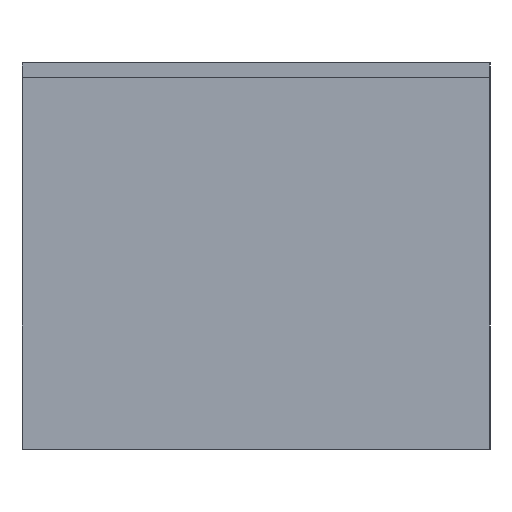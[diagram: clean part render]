
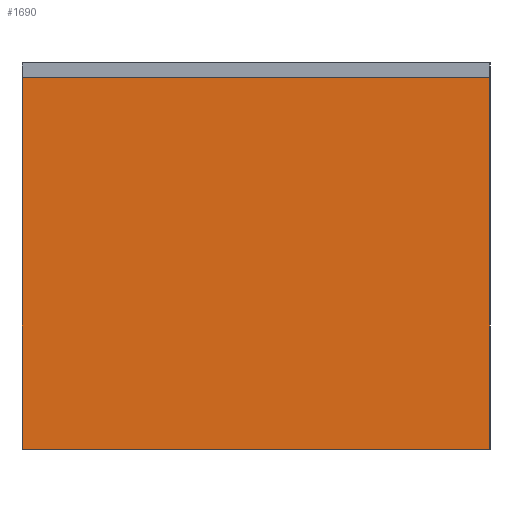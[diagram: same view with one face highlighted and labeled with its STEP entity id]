
A CAD part, left-side view. The second image highlights one B-rep face of the part: STEP entity #1690.
In plain terms, the highlighted planar face has unit normal (-1, 0, 0).
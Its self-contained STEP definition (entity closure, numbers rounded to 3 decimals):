
#128=PLANE('',#1874);
#213=FACE_OUTER_BOUND('',#327,.T.);
#327=EDGE_LOOP('',(#1416,#1417,#1418,#1419));
#592=LINE('',#2799,#729);
#593=LINE('',#2802,#730);
#594=LINE('',#2804,#731);
#595=LINE('',#2805,#732);
#729=VECTOR('',#2302,10.);
#730=VECTOR('',#2305,10.);
#731=VECTOR('',#2306,10.);
#732=VECTOR('',#2307,10.);
#867=VERTEX_POINT('',#2795);
#868=VERTEX_POINT('',#2797);
#869=VERTEX_POINT('',#2801);
#870=VERTEX_POINT('',#2803);
#1069=EDGE_CURVE('',#867,#868,#592,.T.);
#1070=EDGE_CURVE('',#869,#867,#593,.T.);
#1071=EDGE_CURVE('',#870,#868,#594,.T.);
#1072=EDGE_CURVE('',#869,#870,#595,.T.);
#1416=ORIENTED_EDGE('',*,*,#1070,.T.);
#1417=ORIENTED_EDGE('',*,*,#1069,.T.);
#1418=ORIENTED_EDGE('',*,*,#1071,.F.);
#1419=ORIENTED_EDGE('',*,*,#1072,.F.);
#1690=ADVANCED_FACE('',(#213),#128,.T.);
#1874=AXIS2_PLACEMENT_3D('',#2800,#2303,#2304);
#2302=DIRECTION('',(0.,0.,1.));
#2303=DIRECTION('center_axis',(-1.,0.,0.));
#2304=DIRECTION('ref_axis',(0.,-1.,0.));
#2305=DIRECTION('',(0.,-1.,0.));
#2306=DIRECTION('',(0.,-1.,0.));
#2307=DIRECTION('',(0.,0.,1.));
#2795=CARTESIAN_POINT('',(-96.,-31.5,0.));
#2797=CARTESIAN_POINT('',(-96.,-31.5,50.));
#2799=CARTESIAN_POINT('',(-96.,-31.5,0.));
#2800=CARTESIAN_POINT('Origin',(-96.,31.5,0.));
#2801=CARTESIAN_POINT('',(-96.,31.5,0.));
#2802=CARTESIAN_POINT('',(-96.,31.5,0.));
#2803=CARTESIAN_POINT('',(-96.,31.5,50.));
#2804=CARTESIAN_POINT('',(-96.,31.5,50.));
#2805=CARTESIAN_POINT('',(-96.,31.5,0.));
